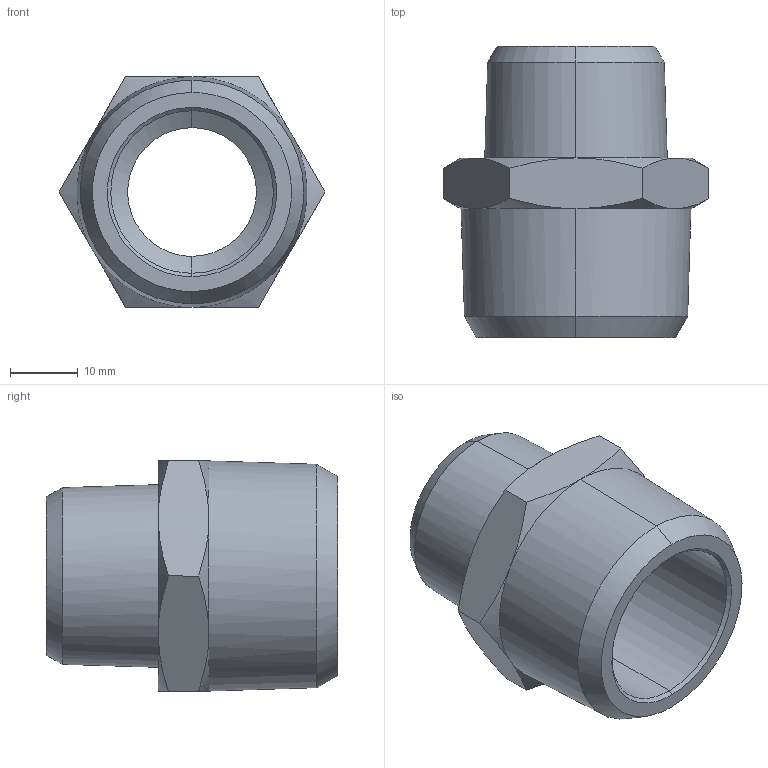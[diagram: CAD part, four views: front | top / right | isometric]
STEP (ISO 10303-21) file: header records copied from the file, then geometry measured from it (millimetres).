
FILE_DESCRIPTION (( 'STEP AP214' ), '1' );
FILE_NAME ('DRF.MM0506_C.STEP', '2018-09-06T08:55:21', ( '' ), ( '' ), 'SwSTEP 2.0', 'SolidWorks 2018', '' );
FILE_SCHEMA (( 'AUTOMOTIVE_DESIGN' ));
Length unit declared in the file: millimetre
Products named in the file (1): DRF.MM0506_C
Bounding box: 39.26 x 43 x 34 mm (x, y, z)
Volume: 16726.1 mm3; surface area: 8085.1 mm2
Topology: 1 solids, 1 shells, 39 faces, 82 edges, 46 vertices
Faces by surface type: bspline 39
Entity records: 1970 total; most frequent: CARTESIAN_POINT 1444, ORIENTED_EDGE 164, EDGE_CURVE 82, B_SPLINE_CURVE_WITH_KNOTS 61, VERTEX_POINT 46, EDGE_LOOP 42, FACE_OUTER_BOUND 39, ADVANCED_FACE 39
